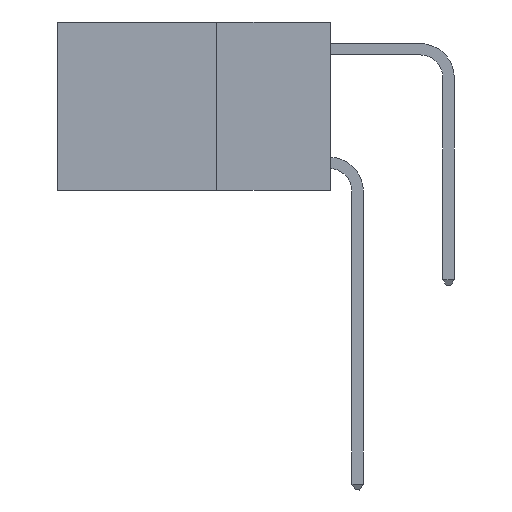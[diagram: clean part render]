
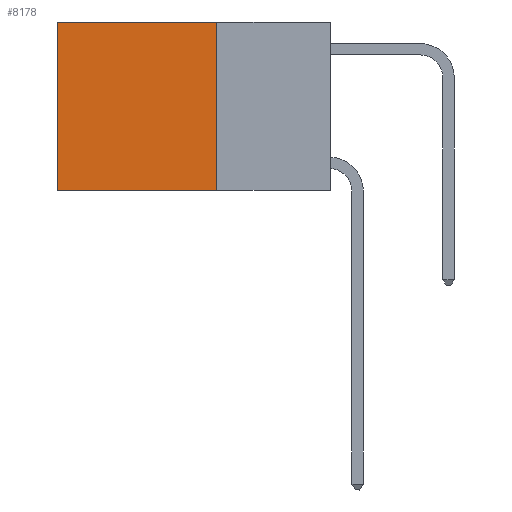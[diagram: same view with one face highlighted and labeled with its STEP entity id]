
A CAD part, left-side view. The second image highlights one B-rep face of the part: STEP entity #8178.
In plain terms, the highlighted planar face has unit normal (-1, 0, 0).
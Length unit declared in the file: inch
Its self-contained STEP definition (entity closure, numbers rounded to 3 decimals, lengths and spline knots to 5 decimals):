
#1376 = VECTOR ( 'NONE', #2417, 39.37008 ) ;
#1462 = DIRECTION ( 'NONE',  ( 0., 0., -1. ) ) ;
#1501 = LINE ( 'NONE', #6398, #3825 ) ;
#2278 = ORIENTED_EDGE ( 'NONE', *, *, #5177, .T. ) ;
#2417 = DIRECTION ( 'NONE',  ( 0., 0., -1. ) ) ;
#2905 = VERTEX_POINT ( 'NONE', #3233 ) ;
#3132 = CARTESIAN_POINT ( 'NONE',  ( 0.2625, 0.25, 0. ) ) ;
#3139 = CARTESIAN_POINT ( 'NONE',  ( 0.2625, 0.25, -0.37 ) ) ;
#3233 = CARTESIAN_POINT ( 'NONE',  ( 0.2625, 0.6, -0.37 ) ) ;
#3414 = EDGE_CURVE ( 'NONE', #11166, #2905, #5529, .T. ) ;
#3825 = VECTOR ( 'NONE', #1462, 39.37008 ) ;
#4103 = DIRECTION ( 'NONE',  ( 0., 0., -1. ) ) ;
#4113 = AXIS2_PLACEMENT_3D ( 'NONE', #3132, #10161, #4103 ) ;
#5051 = ORIENTED_EDGE ( 'NONE', *, *, #10083, .T. ) ;
#5086 = CARTESIAN_POINT ( 'NONE',  ( 0.2625, 0.25, 0. ) ) ;
#5177 = EDGE_CURVE ( 'NONE', #11412, #8563, #8076, .T. ) ;
#5348 = VECTOR ( 'NONE', #11118, 39.37008 ) ;
#5439 = EDGE_LOOP ( 'NONE', ( #5051, #12554, #10590, #2278 ) ) ;
#5529 = LINE ( 'NONE', #3139, #10596 ) ;
#6173 = CARTESIAN_POINT ( 'NONE',  ( 0.2625, 0.25, -0.37 ) ) ;
#6398 = CARTESIAN_POINT ( 'NONE',  ( 0.2625, 0.6, 0. ) ) ;
#6899 = CARTESIAN_POINT ( 'NONE',  ( 0.2625, 0.6, 0. ) ) ;
#6984 = LINE ( 'NONE', #8399, #1376 ) ;
#7499 = CARTESIAN_POINT ( 'NONE',  ( 0.2625, 0.25, 0. ) ) ;
#8076 = LINE ( 'NONE', #5086, #5348 ) ;
#8112 = PLANE ( 'NONE',  #4113 ) ;
#8126 = FACE_OUTER_BOUND ( 'NONE', #5439, .T. ) ;
#8178 = ADVANCED_FACE ( 'NONE', ( #8126 ), #8112, .F. ) ;
#8399 = CARTESIAN_POINT ( 'NONE',  ( 0.2625, 0.25, 0. ) ) ;
#8563 = VERTEX_POINT ( 'NONE', #6899 ) ;
#9424 = EDGE_CURVE ( 'NONE', #11412, #11166, #6984, .T. ) ;
#10083 = EDGE_CURVE ( 'NONE', #8563, #2905, #1501, .T. ) ;
#10161 = DIRECTION ( 'NONE',  ( 1., 0., 0. ) ) ;
#10590 = ORIENTED_EDGE ( 'NONE', *, *, #9424, .F. ) ;
#10596 = VECTOR ( 'NONE', #12072, 39.37008 ) ;
#11118 = DIRECTION ( 'NONE',  ( 0., 1., 0. ) ) ;
#11166 = VERTEX_POINT ( 'NONE', #6173 ) ;
#11412 = VERTEX_POINT ( 'NONE', #7499 ) ;
#12072 = DIRECTION ( 'NONE',  ( 0., 1., 0. ) ) ;
#12554 = ORIENTED_EDGE ( 'NONE', *, *, #3414, .F. ) ;
